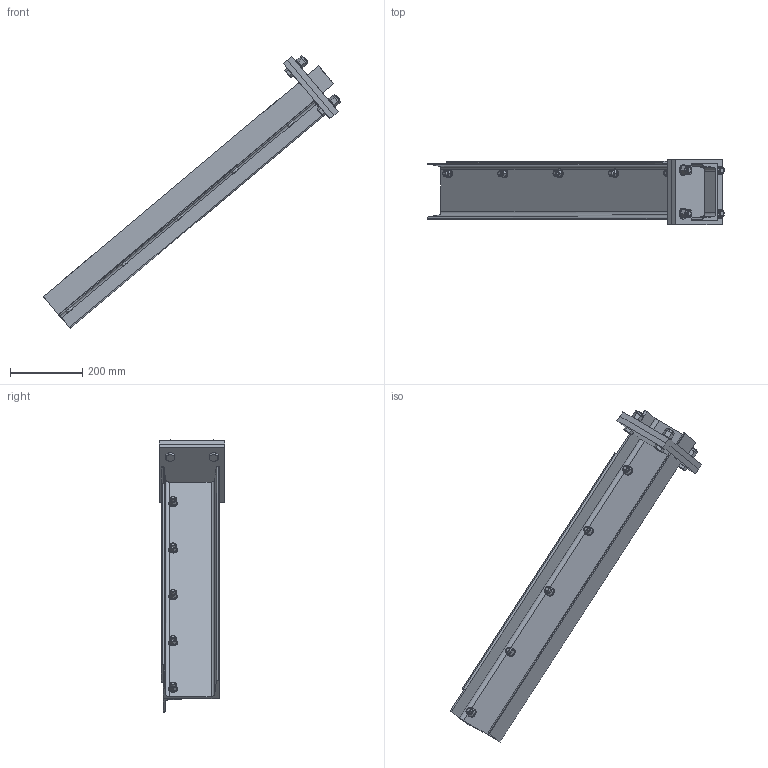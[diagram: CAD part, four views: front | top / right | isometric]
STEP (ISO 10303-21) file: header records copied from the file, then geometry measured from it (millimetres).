
FILE_DESCRIPTION(('CoCreate Modeling STEP Export'),'2;1');
FILE_NAME('leg.stp','2008-07-11T14:14:22',(''),(''),'CoCreate Modeling STEP processor for AP214 (Solid Model)','CoCreate Modeling 17.00P0623 23-Jun-2008 (C) Parametric Technology GmbH','');
FILE_SCHEMA(('AUTOMOTIVE_DESIGN { 1 0 10303 214 1 1 1 1 }'));
Length unit declared in the file: millimetre
Products named in the file (59): p1; 36949.1; 60211.1; 38013.37; 22734.16; 39156.23; a1; 5093045; 5093041.6; 5093042.3; 5093025; 5093063; 5093064; 5093062; 5093024; 5093112.14; 5093092.1; 5093092; 5093091; 5093084; 5093084.1; 5093085.1; 5093086.2; 5093109; 5093108; 5093104; 5093097; 5093115; 5093112.7; 5093112.4; 5093083; 38637.12; 39134.28; 22485.28; 38635.20; 38015.23; 5093124; 5093136; 5093023; 53630.1 ...
Assembly tree (104 placements, depth 8):
  p1
  part2_5093039.stp
    5093022_asm.stp
      5093022_ASM
        5093156
        60211.1  x2
        5093151.1  x2
        5093144
          a1
        55499
          a1
        60210
        5118741
          5093045
            a1
          5093065
          5093068
        60176
        53630.1  x2
        37551
        36949.1  x2
        5093145
        5093023
          22485.28  x5
          22734.16  x4
          38635.20  x5
          5093136
          38013.37  x5
          5093124
          38015.23  x4
          39134.28  x5
          38637.12  x4
          5093083
            5093112.4
            5093112.7
            5093112.14  x13
            5093115
            5093097
              5093104
              5093108
              5093109
              5093086.2
              5093092
              5093092.1
              5093085.1
            5093084.1
              5093092.1  x2
            5093084
              5093091
              5093092
              5093092.1
          5093024
            5093062
              5093064
              5093063
            5093025
              5093042.3
              5093041.6
              5093045
                a1
Bounding box: 822.31 x 180 x 753.83 mm (x, y, z)
Volume: 3857326.5 mm3; surface area: 948617.5 mm2
Topology: 41 solids, 41 shells, 1066 faces, 2691 edges, 1725 vertices
Faces by surface type: plane 455, cylinder 305, cone 288, torus 18
Entity records: 11350 total; most frequent: CARTESIAN_POINT 2710, ORIENTED_EDGE 1588, DIRECTION 1430, EDGE_CURVE 794, AXIS2_PLACEMENT_3D 526, VERTEX_POINT 514, VECTOR 378, LINE 378
